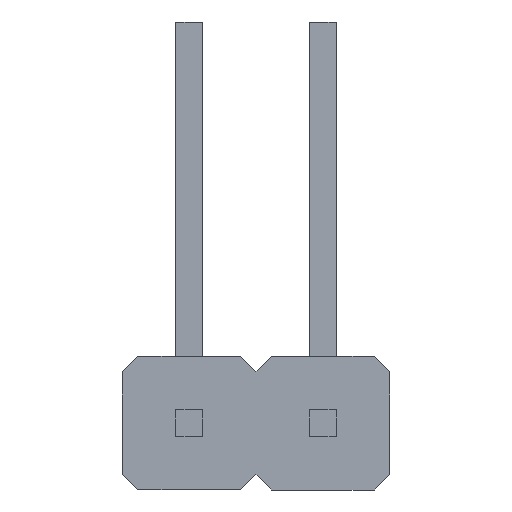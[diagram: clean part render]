
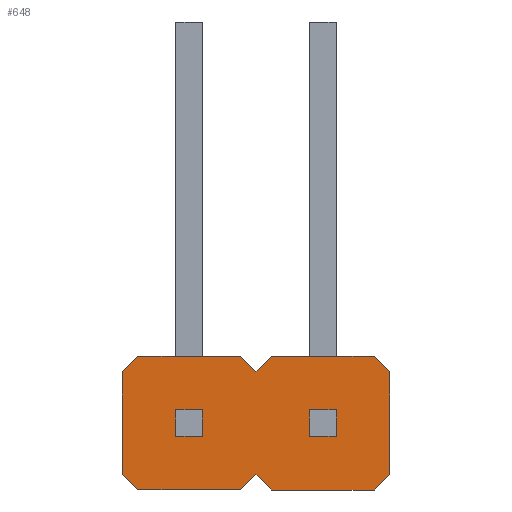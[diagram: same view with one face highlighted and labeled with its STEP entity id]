
A CAD part, front view. The second image highlights one B-rep face of the part: STEP entity #648.
In plain terms, the highlighted planar face has unit normal (0, -1, 0).
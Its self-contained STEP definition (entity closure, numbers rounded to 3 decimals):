
#50=FACE_OUTER_BOUND('',#86,.T.);
#86=EDGE_LOOP('',(#473,#474,#475,#476,#477,#478,#479,#480,#481,#482,#483,
#484,#485,#486));
#115=LINE('',#939,#197);
#119=LINE('',#946,#201);
#133=LINE('',#974,#215);
#135=LINE('',#978,#217);
#137=LINE('',#982,#219);
#139=LINE('',#986,#221);
#141=LINE('',#990,#223);
#143=LINE('',#995,#225);
#145=LINE('',#999,#227);
#146=LINE('',#1001,#228);
#147=LINE('',#1003,#229);
#148=LINE('',#1004,#230);
#149=LINE('',#1006,#231);
#150=LINE('',#1007,#232);
#197=VECTOR('',#758,10.);
#201=VECTOR('',#764,10.);
#215=VECTOR('',#782,10.);
#217=VECTOR('',#786,10.);
#219=VECTOR('',#790,10.);
#221=VECTOR('',#794,10.);
#223=VECTOR('',#798,10.);
#225=VECTOR('',#802,10.);
#227=VECTOR('',#806,10.);
#228=VECTOR('',#807,10.);
#229=VECTOR('',#808,10.);
#230=VECTOR('',#809,10.);
#231=VECTOR('',#810,10.);
#232=VECTOR('',#811,10.);
#279=VERTEX_POINT('',#936);
#280=VERTEX_POINT('',#938);
#282=VERTEX_POINT('',#944);
#294=VERTEX_POINT('',#972);
#295=VERTEX_POINT('',#976);
#296=VERTEX_POINT('',#980);
#297=VERTEX_POINT('',#984);
#298=VERTEX_POINT('',#988);
#299=VERTEX_POINT('',#992);
#300=VERTEX_POINT('',#994);
#301=VERTEX_POINT('',#998);
#302=VERTEX_POINT('',#1000);
#303=VERTEX_POINT('',#1002);
#304=VERTEX_POINT('',#1005);
#339=EDGE_CURVE('',#279,#280,#115,.T.);
#343=EDGE_CURVE('',#282,#279,#119,.T.);
#357=EDGE_CURVE('',#294,#282,#133,.T.);
#359=EDGE_CURVE('',#295,#294,#135,.T.);
#361=EDGE_CURVE('',#296,#295,#137,.T.);
#363=EDGE_CURVE('',#297,#296,#139,.T.);
#365=EDGE_CURVE('',#298,#297,#141,.T.);
#367=EDGE_CURVE('',#299,#300,#143,.T.);
#369=EDGE_CURVE('',#301,#298,#145,.T.);
#370=EDGE_CURVE('',#301,#302,#146,.T.);
#371=EDGE_CURVE('',#303,#302,#147,.T.);
#372=EDGE_CURVE('',#303,#300,#148,.T.);
#373=EDGE_CURVE('',#299,#304,#149,.T.);
#374=EDGE_CURVE('',#280,#304,#150,.T.);
#473=ORIENTED_EDGE('',*,*,#339,.F.);
#474=ORIENTED_EDGE('',*,*,#343,.F.);
#475=ORIENTED_EDGE('',*,*,#357,.F.);
#476=ORIENTED_EDGE('',*,*,#359,.F.);
#477=ORIENTED_EDGE('',*,*,#361,.F.);
#478=ORIENTED_EDGE('',*,*,#363,.F.);
#479=ORIENTED_EDGE('',*,*,#365,.F.);
#480=ORIENTED_EDGE('',*,*,#369,.F.);
#481=ORIENTED_EDGE('',*,*,#370,.T.);
#482=ORIENTED_EDGE('',*,*,#371,.F.);
#483=ORIENTED_EDGE('',*,*,#372,.T.);
#484=ORIENTED_EDGE('',*,*,#367,.F.);
#485=ORIENTED_EDGE('',*,*,#373,.T.);
#486=ORIENTED_EDGE('',*,*,#374,.F.);
#616=PLANE('',#712);
#648=ADVANCED_FACE('',(#50),#616,.F.);
#712=AXIS2_PLACEMENT_3D('',#997,#804,#805);
#758=DIRECTION('',(-0.707,0.,0.707));
#764=DIRECTION('',(-1.,0.,0.));
#782=DIRECTION('',(-0.707,0.,-0.707));
#786=DIRECTION('',(0.,0.,-1.));
#790=DIRECTION('',(0.707,0.,-0.707));
#794=DIRECTION('',(1.,0.,0.));
#798=DIRECTION('',(0.707,0.,0.707));
#802=DIRECTION('',(-0.707,0.,0.707));
#804=DIRECTION('center_axis',(0.,1.,0.));
#805=DIRECTION('ref_axis',(1.,0.,0.));
#806=DIRECTION('',(0.707,0.,-0.707));
#807=DIRECTION('',(-1.,0.,0.));
#808=DIRECTION('',(0.707,0.,0.707));
#809=DIRECTION('',(0.,0.,-1.));
#810=DIRECTION('',(1.,0.,0.));
#811=DIRECTION('',(-0.707,0.,-0.707));
#936=CARTESIAN_POINT('',(0.3,0.,-1.27));
#938=CARTESIAN_POINT('',(0.,0.,-0.97));
#939=CARTESIAN_POINT('',(-0.485,0.,-0.485));
#944=CARTESIAN_POINT('',(2.24,0.,-1.27));
#946=CARTESIAN_POINT('',(2.54,0.,-1.27));
#972=CARTESIAN_POINT('',(2.54,0.,-0.97));
#974=CARTESIAN_POINT('',(1.755,0.,-1.755));
#976=CARTESIAN_POINT('',(2.54,0.,0.97));
#978=CARTESIAN_POINT('',(2.54,0.,1.27));
#980=CARTESIAN_POINT('',(2.24,0.,1.27));
#982=CARTESIAN_POINT('',(1.755,0.,1.755));
#984=CARTESIAN_POINT('',(0.3,0.,1.27));
#986=CARTESIAN_POINT('',(0.,0.,1.27));
#988=CARTESIAN_POINT('',(0.,0.,0.97));
#990=CARTESIAN_POINT('',(-0.485,0.,0.485));
#992=CARTESIAN_POINT('',(-2.24,0.,-1.27));
#994=CARTESIAN_POINT('',(-2.54,0.,-0.97));
#995=CARTESIAN_POINT('',(-2.39,0.,-1.12));
#997=CARTESIAN_POINT('Origin',(-1.27,0.,0.));
#998=CARTESIAN_POINT('',(-0.3,0.,1.27));
#999=CARTESIAN_POINT('',(-0.15,0.,1.12));
#1000=CARTESIAN_POINT('',(-2.24,0.,1.27));
#1001=CARTESIAN_POINT('',(0.,0.,1.27));
#1002=CARTESIAN_POINT('',(-2.54,0.,0.97));
#1003=CARTESIAN_POINT('',(-2.39,0.,1.12));
#1004=CARTESIAN_POINT('',(-2.54,0.,1.27));
#1005=CARTESIAN_POINT('',(-0.3,0.,-1.27));
#1006=CARTESIAN_POINT('',(-2.54,0.,-1.27));
#1007=CARTESIAN_POINT('',(-0.15,0.,-1.12));
